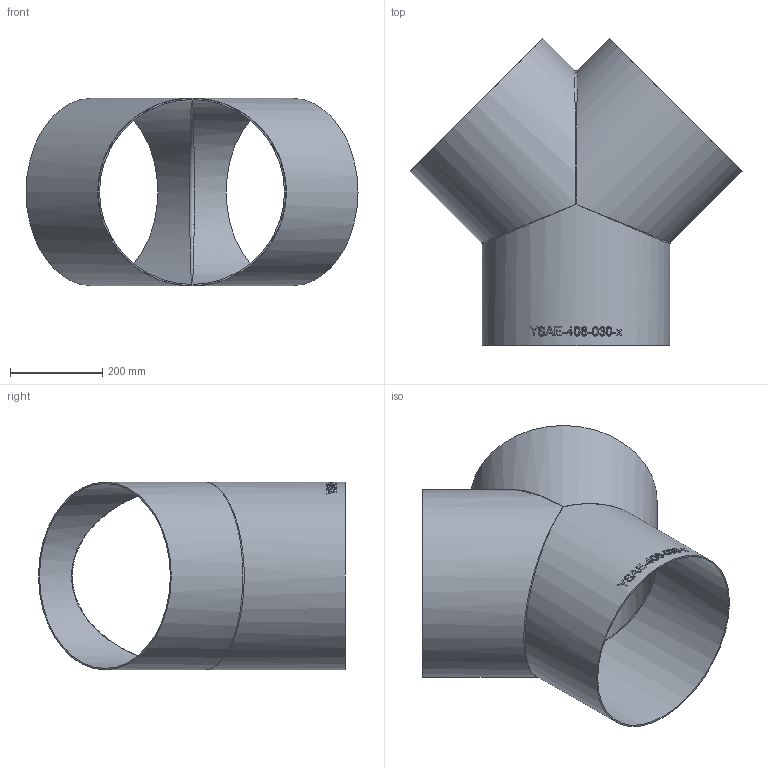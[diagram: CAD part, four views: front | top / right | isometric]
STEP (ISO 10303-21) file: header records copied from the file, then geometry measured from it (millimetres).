
FILE_DESCRIPTION (( 'STEP AP214' ), '1' );
FILE_NAME ('YSAE-406-030-x Y-Stück 2005.STEP', '2020-05-28T08:34:47', ( '' ), ( '' ), 'SwSTEP 2.0', 'SolidWorks 2019', '' );
FILE_SCHEMA (( 'AUTOMOTIVE_DESIGN' ));
Length unit declared in the file: millimetre
Products named in the file (1): YSAE-406-030-x Y-Stück 2005
Bounding box: 718.7 x 664.35 x 406.4 mm (x, y, z)
Volume: 2578472.4 mm3; surface area: 1734011.7 mm2
Topology: 1 solids, 1 shells, 191 faces, 511 edges, 328 vertices
Faces by surface type: bspline 110, plane 55, cylinder 26
Full cylindrical faces by diameter (mm): 400.4 x3, 406.4 x3
Entity records: 36830 total; most frequent: CARTESIAN_POINT 31244, ORIENTED_EDGE 972, EDGE_CURVE 486, DIRECTION 380, B_SPLINE_CURVE_WITH_KNOTS 328, VERTEX_POINT 322, EDGE_LOOP 220, FACE_OUTER_BOUND 197
